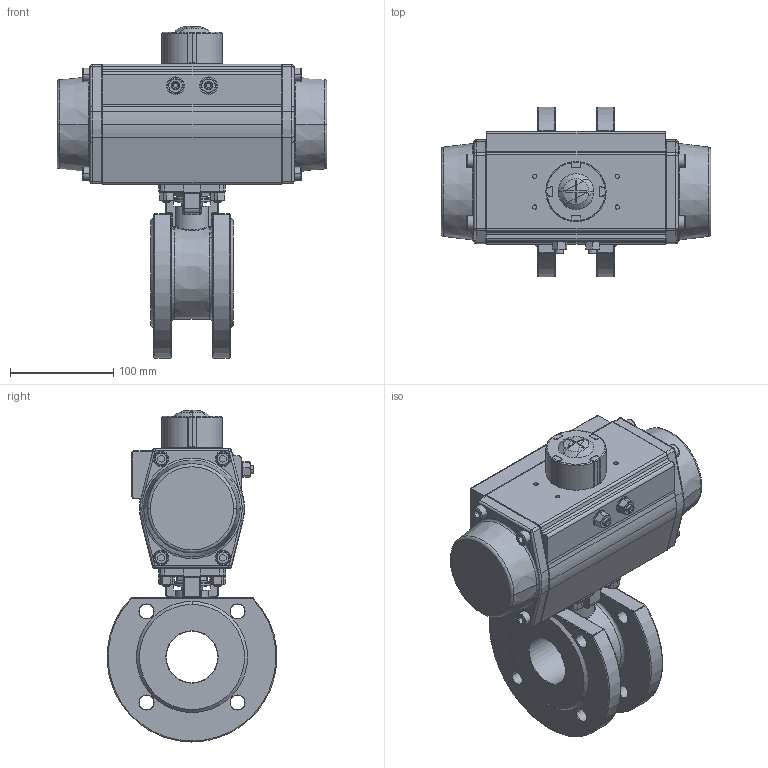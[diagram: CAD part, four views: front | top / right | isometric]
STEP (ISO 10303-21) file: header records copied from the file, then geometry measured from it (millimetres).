
FILE_DESCRIPTION(('HOOPS Exchange Step'),'2;1');
FILE_NAME('PK0701_DN50.stp','2025-05-09T10:26:06+02:00',('nieru'),('Unknown organisation'),'HOOPS Exchange 2024.2','HOOPS Exchange','Unknown authorisation');
FILE_SCHEMA( ('AP203_CONFIGURATION_CONTROLLED_3D_DESIGN_OF_MECHANICAL_PARTS_AND_ASSEMBLIES_MIM_LF') );
Length unit declared in the file: millimetre
Products named in the file (5): 0; root
Assembly tree (4 placements, depth 3):
  root
    0
      0
      0
      0
Bounding box: 262 x 164.63 x 322.18 mm (x, y, z)
Volume: 2373315.3 mm3; surface area: 392615.5 mm2
Topology: 40 solids, 40 shells, 1974 faces, 4765 edges, 2856 vertices
Faces by surface type: cylinder 694, plane 595, torus 215, bspline 202, cone 192, sphere 76
Full cylindrical faces by diameter (mm): 6.8 x1, 15.543 x1, 19 x1, 19.05 x1, 19.95 x1, 50 x1
Entity records: 82679 total; most frequent: CARTESIAN_POINT 37942, ORIENTED_EDGE 9396, DIRECTION 9217, EDGE_CURVE 4698, AXIS2_PLACEMENT_3D 3650, VERTEX_POINT 2858, EDGE_LOOP 2120, FACE_BOUND 2120
